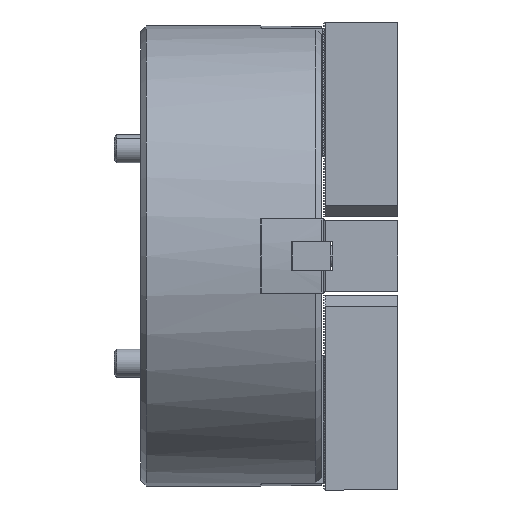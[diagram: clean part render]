
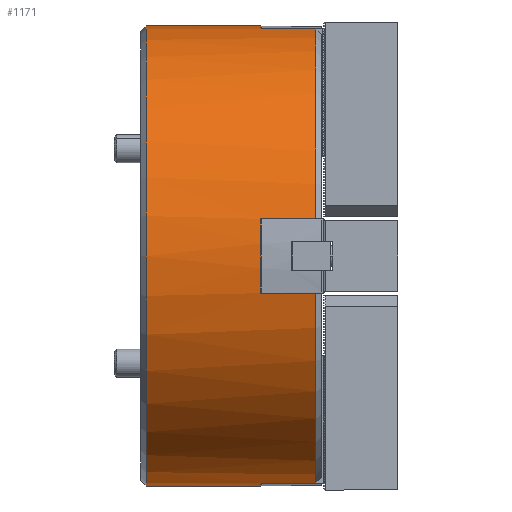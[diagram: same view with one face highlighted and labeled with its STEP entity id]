
A CAD part, front view. The second image highlights one B-rep face of the part: STEP entity #1171.
In plain terms, the highlighted cylindrical face has radius 130 mm (diameter 260 mm), a partial arc.
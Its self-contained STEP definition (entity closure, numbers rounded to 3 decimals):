
#185 = CARTESIAN_POINT ( 'NONE',  ( 67.7, 0., -130. ) ) ;
#726 = AXIS2_PLACEMENT_3D ( 'NONE', #42932, #20429, #46722 ) ;
#1171 = ADVANCED_FACE ( 'NONE', ( #18051 ), #45662, .T. ) ;
#1414 = CARTESIAN_POINT ( 'NONE',  ( 99., 0., 0. ) ) ;
#1823 = DIRECTION ( 'NONE',  ( -1., 0., 0. ) ) ;
#2140 = CARTESIAN_POINT ( 'NONE',  ( 67.7, -128.293, 21. ) ) ;
#2159 = CARTESIAN_POINT ( 'NONE',  ( 329.829, 0., 0. ) ) ;
#2356 = EDGE_CURVE ( 'NONE', #42159, #41651, #8320, .T. ) ;
#2576 = ORIENTED_EDGE ( 'NONE', *, *, #22695, .F. ) ;
#3089 = AXIS2_PLACEMENT_3D ( 'NONE', #24257, #1823, #28037 ) ;
#3501 = VERTEX_POINT ( 'NONE', #41402 ) ;
#3867 = CARTESIAN_POINT ( 'NONE',  ( 329.829, -21., 128.293 ) ) ;
#3898 = LINE ( 'NONE', #3867, #33798 ) ;
#4082 = EDGE_CURVE ( 'NONE', #13972, #24407, #32793, .T. ) ;
#4126 = CARTESIAN_POINT ( 'NONE',  ( 67.7, 0., 130. ) ) ;
#4179 = ORIENTED_EDGE ( 'NONE', *, *, #42840, .T. ) ;
#4209 = CARTESIAN_POINT ( 'NONE',  ( 67.7, -21., -128.293 ) ) ;
#4366 = LINE ( 'NONE', #14874, #23101 ) ;
#4602 = ORIENTED_EDGE ( 'NONE', *, *, #21399, .T. ) ;
#4856 = CARTESIAN_POINT ( 'NONE',  ( 329.829, -21., -128.293 ) ) ;
#5198 = DIRECTION ( 'NONE',  ( 0., 0., -1. ) ) ;
#5325 = CIRCLE ( 'NONE', #10472, 130. ) ;
#5340 = CIRCLE ( 'NONE', #3089, 130. ) ;
#6705 = ORIENTED_EDGE ( 'NONE', *, *, #38047, .T. ) ;
#7378 = CARTESIAN_POINT ( 'NONE',  ( 329.829, -128.293, 21. ) ) ;
#7841 = CIRCLE ( 'NONE', #11158, 130. ) ;
#8287 = AXIS2_PLACEMENT_3D ( 'NONE', #10899, #37159, #14655 ) ;
#8320 = LINE ( 'NONE', #7378, #37071 ) ;
#8447 = DIRECTION ( 'NONE',  ( 1., 0., 0. ) ) ;
#9619 = VECTOR ( 'NONE', #8447, 1000. ) ;
#10472 = AXIS2_PLACEMENT_3D ( 'NONE', #33140, #10681, #36935 ) ;
#10681 = DIRECTION ( 'NONE',  ( -1., 0., 0. ) ) ;
#10775 = LINE ( 'NONE', #4856, #9619 ) ;
#10899 = CARTESIAN_POINT ( 'NONE',  ( 3., 0., 0. ) ) ;
#11158 = AXIS2_PLACEMENT_3D ( 'NONE', #1414, #27603, #5198 ) ;
#12817 = VECTOR ( 'NONE', #34327, 1000. ) ;
#12876 = ORIENTED_EDGE ( 'NONE', *, *, #17618, .T. ) ;
#13972 = VERTEX_POINT ( 'NONE', #36032 ) ;
#14655 = DIRECTION ( 'NONE',  ( 0., 0., 1. ) ) ;
#14874 = CARTESIAN_POINT ( 'NONE',  ( 329.829, 0., 130. ) ) ;
#15018 = ORIENTED_EDGE ( 'NONE', *, *, #47619, .T. ) ;
#16665 = VERTEX_POINT ( 'NONE', #34396 ) ;
#16815 = EDGE_CURVE ( 'NONE', #21447, #13972, #37063, .T. ) ;
#17618 = EDGE_CURVE ( 'NONE', #24407, #42159, #5325, .T. ) ;
#18051 = FACE_OUTER_BOUND ( 'NONE', #29491, .T. ) ;
#18298 = ORIENTED_EDGE ( 'NONE', *, *, #44834, .T. ) ;
#18481 = ORIENTED_EDGE ( 'NONE', *, *, #38263, .T. ) ;
#20429 = DIRECTION ( 'NONE',  ( -1., 0., 0. ) ) ;
#21260 = DIRECTION ( 'NONE',  ( -1., 0., 0. ) ) ;
#21399 = EDGE_CURVE ( 'NONE', #16665, #32433, #22073, .T. ) ;
#21447 = VERTEX_POINT ( 'NONE', #44062 ) ;
#21620 = EDGE_CURVE ( 'NONE', #26061, #16665, #3898, .T. ) ;
#22073 = CIRCLE ( 'NONE', #32585, 130. ) ;
#22394 = DIRECTION ( 'NONE',  ( 1., 0., 0. ) ) ;
#22430 = DIRECTION ( 'NONE',  ( 1., 0., 0. ) ) ;
#22695 = EDGE_CURVE ( 'NONE', #27170, #32433, #4366, .T. ) ;
#22871 = ORIENTED_EDGE ( 'NONE', *, *, #4082, .T. ) ;
#23101 = VECTOR ( 'NONE', #22430, 1000. ) ;
#23589 = ORIENTED_EDGE ( 'NONE', *, *, #21620, .T. ) ;
#24257 = CARTESIAN_POINT ( 'NONE',  ( 67.7, 0., 0. ) ) ;
#24407 = VERTEX_POINT ( 'NONE', #48168 ) ;
#24581 = VERTEX_POINT ( 'NONE', #4209 ) ;
#25150 = VERTEX_POINT ( 'NONE', #185 ) ;
#26061 = VERTEX_POINT ( 'NONE', #31998 ) ;
#26292 = DIRECTION ( 'NONE',  ( -1., 0., 0. ) ) ;
#27170 = VERTEX_POINT ( 'NONE', #39937 ) ;
#27209 = LINE ( 'NONE', #48662, #47242 ) ;
#27603 = DIRECTION ( 'NONE',  ( -1., 0., 0. ) ) ;
#28037 = DIRECTION ( 'NONE',  ( 0., 0., -1. ) ) ;
#29414 = AXIS2_PLACEMENT_3D ( 'NONE', #2159, #47127, #43343 ) ;
#29491 = EDGE_LOOP ( 'NONE', ( #2576, #4179, #6705, #15018, #18298, #45700, #22871, #12876, #35929, #18481, #23589, #4602 ) ) ;
#29839 = DIRECTION ( 'NONE',  ( 1., 0., 0. ) ) ;
#30394 = CARTESIAN_POINT ( 'NONE',  ( 329.829, -128.293, -21. ) ) ;
#31998 = CARTESIAN_POINT ( 'NONE',  ( 99., -21., 128.293 ) ) ;
#32433 = VERTEX_POINT ( 'NONE', #4126 ) ;
#32585 = AXIS2_PLACEMENT_3D ( 'NONE', #43746, #21260, #47547 ) ;
#32793 = LINE ( 'NONE', #30394, #12817 ) ;
#33140 = CARTESIAN_POINT ( 'NONE',  ( 67.7, 0., 0. ) ) ;
#33798 = VECTOR ( 'NONE', #26292, 1000. ) ;
#34327 = DIRECTION ( 'NONE',  ( -1., 0., 0. ) ) ;
#34396 = CARTESIAN_POINT ( 'NONE',  ( 67.7, -21., 128.293 ) ) ;
#35929 = ORIENTED_EDGE ( 'NONE', *, *, #2356, .T. ) ;
#36032 = CARTESIAN_POINT ( 'NONE',  ( 99., -128.293, -21. ) ) ;
#36448 = CARTESIAN_POINT ( 'NONE',  ( 99., -128.293, 21. ) ) ;
#36935 = DIRECTION ( 'NONE',  ( 0., 0., -1. ) ) ;
#37063 = CIRCLE ( 'NONE', #726, 130. ) ;
#37071 = VECTOR ( 'NONE', #29839, 1000. ) ;
#37159 = DIRECTION ( 'NONE',  ( 1., 0., 0. ) ) ;
#38047 = EDGE_CURVE ( 'NONE', #3501, #25150, #27209, .T. ) ;
#38263 = EDGE_CURVE ( 'NONE', #41651, #26061, #7841, .T. ) ;
#39937 = CARTESIAN_POINT ( 'NONE',  ( 3., 0., 130. ) ) ;
#41402 = CARTESIAN_POINT ( 'NONE',  ( 3., 0., -130. ) ) ;
#41651 = VERTEX_POINT ( 'NONE', #36448 ) ;
#42159 = VERTEX_POINT ( 'NONE', #2140 ) ;
#42588 = CIRCLE ( 'NONE', #8287, 130. ) ;
#42840 = EDGE_CURVE ( 'NONE', #27170, #3501, #42588, .T. ) ;
#42932 = CARTESIAN_POINT ( 'NONE',  ( 99., 0., 0. ) ) ;
#43343 = DIRECTION ( 'NONE',  ( 0., 0., -1. ) ) ;
#43746 = CARTESIAN_POINT ( 'NONE',  ( 67.7, 0., 0. ) ) ;
#44062 = CARTESIAN_POINT ( 'NONE',  ( 99., -21., -128.293 ) ) ;
#44834 = EDGE_CURVE ( 'NONE', #24581, #21447, #10775, .T. ) ;
#45662 = CYLINDRICAL_SURFACE ( 'NONE', #29414, 130. ) ;
#45700 = ORIENTED_EDGE ( 'NONE', *, *, #16815, .T. ) ;
#46722 = DIRECTION ( 'NONE',  ( 0., 0., -1. ) ) ;
#47127 = DIRECTION ( 'NONE',  ( 1., 0., 0. ) ) ;
#47242 = VECTOR ( 'NONE', #22394, 1000. ) ;
#47547 = DIRECTION ( 'NONE',  ( 0., 0., -1. ) ) ;
#47619 = EDGE_CURVE ( 'NONE', #25150, #24581, #5340, .T. ) ;
#48168 = CARTESIAN_POINT ( 'NONE',  ( 67.7, -128.293, -21. ) ) ;
#48662 = CARTESIAN_POINT ( 'NONE',  ( 329.829, 0., -130. ) ) ;
